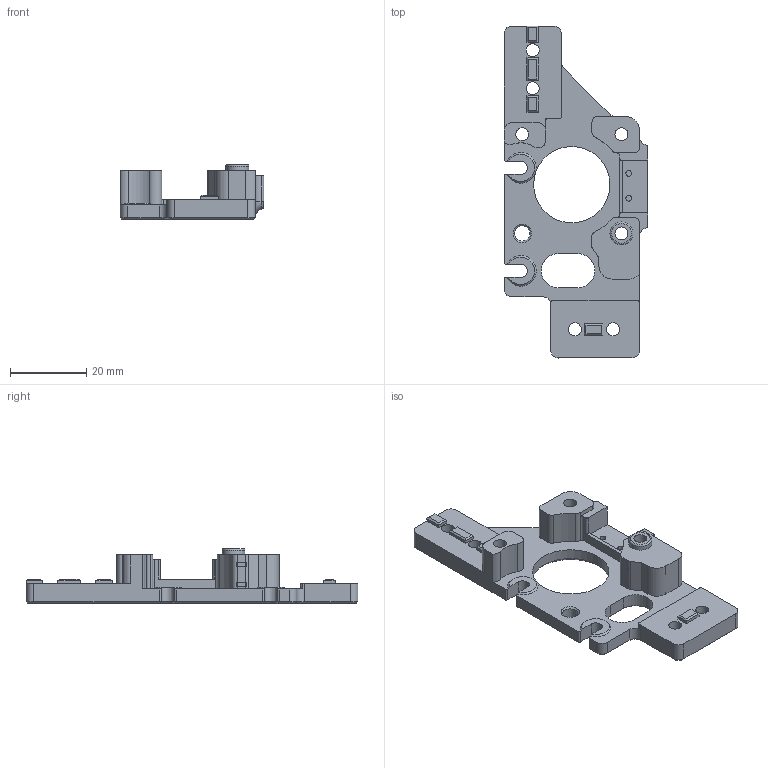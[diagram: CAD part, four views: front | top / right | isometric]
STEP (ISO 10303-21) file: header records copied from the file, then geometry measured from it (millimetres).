
FILE_DESCRIPTION(/* description */ (''),/* implementation_level */ '2;1');
FILE_NAME(/* name */ 'A_Drive_Frame_Upper.step',/* time_stamp */ '2024-05-13T21:35:23-04:00',/* author */ (''),/* organization */ (''),/* preprocessor_version */ 'ST-DEVELOPER v20',/* originating_system */ 'Autodesk Translation Framework v12.20.1.177',/* authorisation */ '');
FILE_SCHEMA (('AUTOMOTIVE_DESIGN { 1 0 10303 214 3 1 1 }'));
Length unit declared in the file: millimetre
Products named in the file (1): A_Drive_Frame_Upper_x1
Bounding box: 37.62 x 87 x 14.4 mm (x, y, z)
Volume: 22378.5 mm3; surface area: 14808.3 mm2
Topology: 2 solids, 2 shells, 456 faces, 1207 edges, 763 vertices
Faces by surface type: plane 277, cylinder 114, cone 58, torus 4, bspline 3
Full cylindrical faces by diameter (mm): 1.5 x2, 3.4 x14, 4 x2, 6 x2, 6.5 x6, 20 x2
Entity records: 14230 total; most frequent: CARTESIAN_POINT 2613, DIRECTION 2444, ORIENTED_EDGE 2414, EDGE_CURVE 1207, LINE 816, VECTOR 816, AXIS2_PLACEMENT_3D 814, VERTEX_POINT 763
